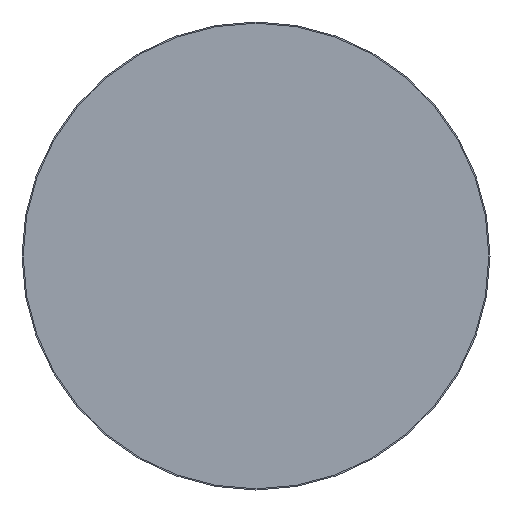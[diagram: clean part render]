
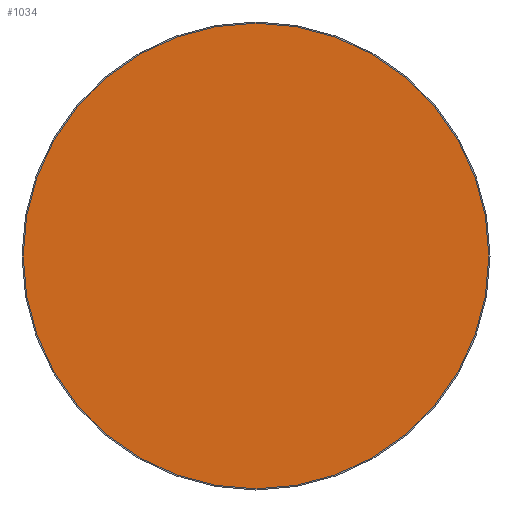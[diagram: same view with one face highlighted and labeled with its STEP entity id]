
A CAD part, front view. The second image highlights one B-rep face of the part: STEP entity #1034.
In plain terms, the highlighted planar face has unit normal (0, -1, 0).
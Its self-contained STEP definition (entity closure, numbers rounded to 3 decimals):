
#69 = CARTESIAN_POINT ( 'NONE',  ( 0., 0., 0. ) ) ;
#107 = DIRECTION ( 'NONE',  ( 1., 0., 0. ) ) ;
#321 = AXIS2_PLACEMENT_3D ( 'NONE', #1291, #636, #1431 ) ;
#357 = EDGE_CURVE ( 'NONE', #1625, #443, #740, .T. ) ;
#363 = ORIENTED_EDGE ( 'NONE', *, *, #709, .T. ) ;
#443 = VERTEX_POINT ( 'NONE', #1587 ) ;
#579 = AXIS2_PLACEMENT_3D ( 'NONE', #1697, #1554, #1311 ) ;
#584 = FACE_OUTER_BOUND ( 'NONE', #686, .T. ) ;
#636 = DIRECTION ( 'NONE',  ( 0., -1., 0. ) ) ;
#686 = EDGE_LOOP ( 'NONE', ( #1703, #363 ) ) ;
#709 = EDGE_CURVE ( 'NONE', #443, #1625, #1216, .T. ) ;
#740 = CIRCLE ( 'NONE', #1461, 39.8 ) ;
#771 = DIRECTION ( 'NONE',  ( 0., -1., 0. ) ) ;
#1034 = ADVANCED_FACE ( 'NONE', ( #584 ), #1040, .F. ) ;
#1040 = PLANE ( 'NONE',  #579 ) ;
#1216 = CIRCLE ( 'NONE', #321, 39.8 ) ;
#1291 = CARTESIAN_POINT ( 'NONE',  ( 0., 0., 0. ) ) ;
#1311 = DIRECTION ( 'NONE',  ( -1., 0., 0. ) ) ;
#1431 = DIRECTION ( 'NONE',  ( 1., 0., 0. ) ) ;
#1461 = AXIS2_PLACEMENT_3D ( 'NONE', #69, #771, #107 ) ;
#1554 = DIRECTION ( 'NONE',  ( 0., 1., 0. ) ) ;
#1587 = CARTESIAN_POINT ( 'NONE',  ( -39.8, 0., 0. ) ) ;
#1625 = VERTEX_POINT ( 'NONE', #1686 ) ;
#1686 = CARTESIAN_POINT ( 'NONE',  ( 39.8, 0., 0. ) ) ;
#1697 = CARTESIAN_POINT ( 'NONE',  ( 0., 0., 0. ) ) ;
#1703 = ORIENTED_EDGE ( 'NONE', *, *, #357, .T. ) ;
